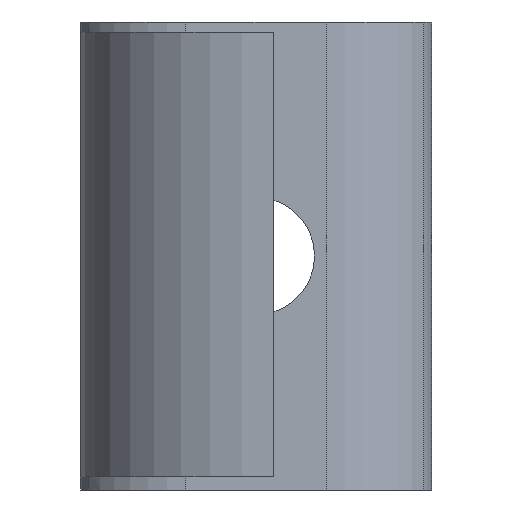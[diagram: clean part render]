
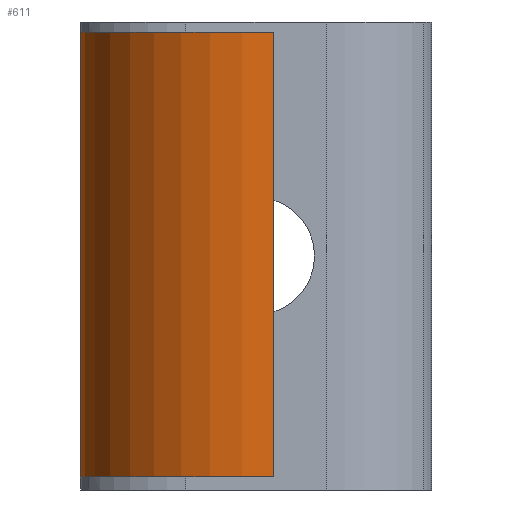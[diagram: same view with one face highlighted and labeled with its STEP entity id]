
A CAD part, front view. The second image highlights one B-rep face of the part: STEP entity #611.
In plain terms, the highlighted cylindrical face has radius 7.921 mm (diameter 15.843 mm), a partial arc.
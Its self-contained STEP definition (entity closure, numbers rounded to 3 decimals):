
#8 = FACE_OUTER_BOUND ( 'NONE', #293, .T. ) ;
#38 = AXIS2_PLACEMENT_3D ( 'NONE', #287, #719, #156 ) ;
#127 = CIRCLE ( 'NONE', #38, 7.922 ) ;
#156 = DIRECTION ( 'NONE',  ( -1., 0., 0. ) ) ;
#172 = DIRECTION ( 'NONE',  ( -1., 0., 0. ) ) ;
#182 = LINE ( 'NONE', #518, #834 ) ;
#229 = DIRECTION ( 'NONE',  ( 0., 0., -1. ) ) ;
#233 = CIRCLE ( 'NONE', #805, 7.922 ) ;
#278 = ORIENTED_EDGE ( 'NONE', *, *, #493, .T. ) ;
#287 = CARTESIAN_POINT ( 'NONE',  ( 0.421, -2.436, 0.571 ) ) ;
#290 = CARTESIAN_POINT ( 'NONE',  ( -7.489, -2.869, 0.571 ) ) ;
#293 = EDGE_LOOP ( 'NONE', ( #582, #621, #836, #278 ) ) ;
#322 = CARTESIAN_POINT ( 'NONE',  ( 0.754, -10.351, 19.571 ) ) ;
#366 = DIRECTION ( 'NONE',  ( 0., 0., -1. ) ) ;
#381 = DIRECTION ( 'NONE',  ( 0., 0., -1. ) ) ;
#440 = CARTESIAN_POINT ( 'NONE',  ( -7.489, -2.869, 19.571 ) ) ;
#446 = DIRECTION ( 'NONE',  ( 0., 0., 1. ) ) ;
#472 = VERTEX_POINT ( 'NONE', #290 ) ;
#493 = EDGE_CURVE ( 'NONE', #472, #602, #127, .T. ) ;
#509 = EDGE_CURVE ( 'NONE', #789, #743, #233, .T. ) ;
#518 = CARTESIAN_POINT ( 'NONE',  ( 0.754, -10.351, 19.571 ) ) ;
#520 = CARTESIAN_POINT ( 'NONE',  ( -7.489, -2.869, 19.571 ) ) ;
#582 = ORIENTED_EDGE ( 'NONE', *, *, #738, .T. ) ;
#602 = VERTEX_POINT ( 'NONE', #663 ) ;
#611 = ADVANCED_FACE ( 'NONE', ( #8 ), #697, .T. ) ;
#621 = ORIENTED_EDGE ( 'NONE', *, *, #509, .T. ) ;
#630 = VECTOR ( 'NONE', #381, 1000. ) ;
#649 = DIRECTION ( 'NONE',  ( -1., 0., 0. ) ) ;
#663 = CARTESIAN_POINT ( 'NONE',  ( 0.754, -10.351, 0.571 ) ) ;
#675 = EDGE_CURVE ( 'NONE', #743, #472, #783, .T. ) ;
#697 = CYLINDRICAL_SURFACE ( 'NONE', #872, 7.922 ) ;
#719 = DIRECTION ( 'NONE',  ( 0., 0., 1. ) ) ;
#732 = CARTESIAN_POINT ( 'NONE',  ( 0.421, -2.436, 19.571 ) ) ;
#738 = EDGE_CURVE ( 'NONE', #602, #789, #182, .T. ) ;
#743 = VERTEX_POINT ( 'NONE', #520 ) ;
#783 = LINE ( 'NONE', #440, #630 ) ;
#789 = VERTEX_POINT ( 'NONE', #322 ) ;
#794 = CARTESIAN_POINT ( 'NONE',  ( 0.421, -2.436, 19.571 ) ) ;
#805 = AXIS2_PLACEMENT_3D ( 'NONE', #794, #229, #649 ) ;
#834 = VECTOR ( 'NONE', #446, 1000. ) ;
#836 = ORIENTED_EDGE ( 'NONE', *, *, #675, .T. ) ;
#872 = AXIS2_PLACEMENT_3D ( 'NONE', #732, #366, #172 ) ;
